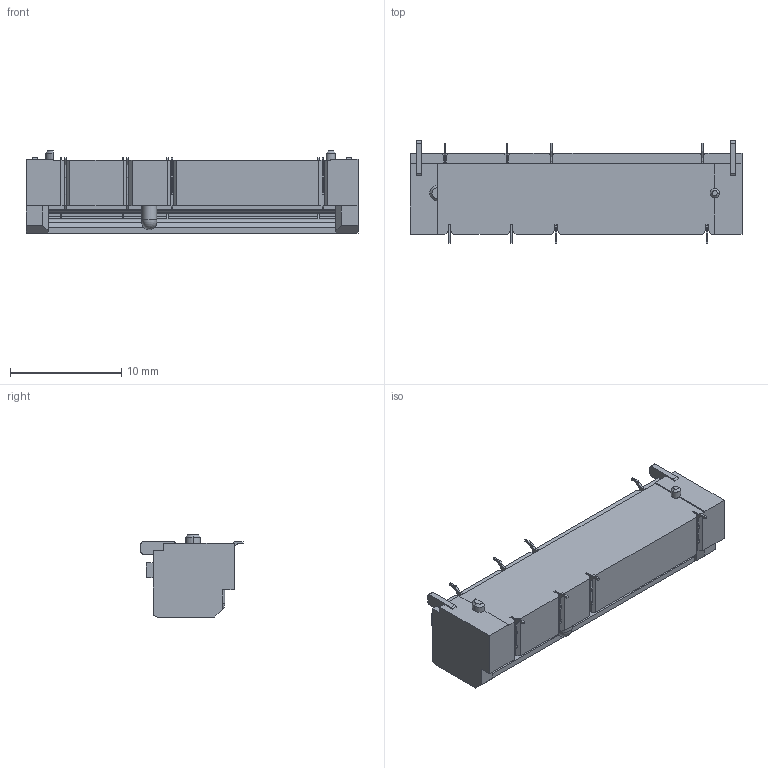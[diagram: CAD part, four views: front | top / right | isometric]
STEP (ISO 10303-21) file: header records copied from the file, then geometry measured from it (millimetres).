
FILE_DESCRIPTION (( 'STEP AP214' ), '1' );
FILE_NAME ('User Library-AS0B22x-S68Q-7H_317-0000-2034-B-3D.STEP', '2020-01-24T11:03:17', ( '' ), ( '' ), 'SwSTEP 2.0', 'SolidWorks 2019', '' );
FILE_SCHEMA (( 'AUTOMOTIVE_DESIGN' ));
Length unit declared in the file: millimetre
Products named in the file (1): User Library-AS0B22x-S68Q-7H_317-0000-2034-B-3D
Bounding box: 29.9 x 9.2 x 7.4 mm (x, y, z)
Volume: 1209.2 mm3; surface area: 1173.9 mm2
Topology: 1 solids, 1 shells, 409 faces, 1182 edges, 779 vertices
Faces by surface type: plane 294, cylinder 110, cone 4, torus 1
Entity records: 13500 total; most frequent: CARTESIAN_POINT 2377, ORIENTED_EDGE 2364, DIRECTION 2236, EDGE_CURVE 1182, VECTOR 944, LINE 944, VERTEX_POINT 779, AXIS2_PLACEMENT_3D 646
